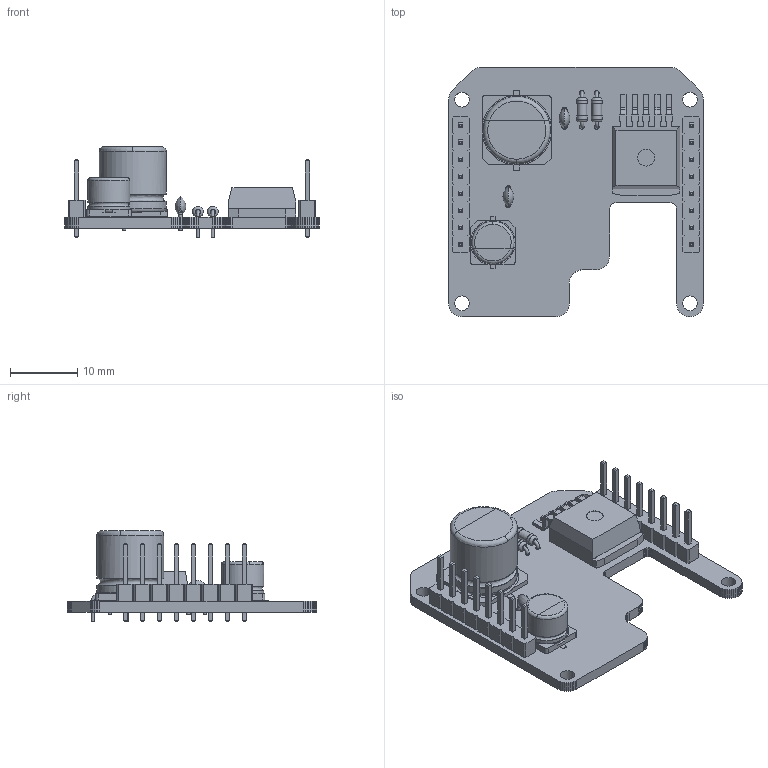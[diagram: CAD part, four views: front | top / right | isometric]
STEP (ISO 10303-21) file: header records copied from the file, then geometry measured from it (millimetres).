
FILE_DESCRIPTION(('KiCad electronic assembly'),'2;1');
FILE_NAME('VoltageBooster.step','2025-01-11T05:46:31',('Pcbnew'),( 'Kicad'),'Open CASCADE STEP processor 7.7','KiCad to STEP converter' ,'Unknown');
FILE_SCHEMA(('AUTOMOTIVE_DESIGN { 1 0 10303 214 1 1 1 1 }'));
Length unit declared in the file: millimetre
Products named in the file (14): VoltageBooster 1; CP_Elec_6.3x5.9; CP_Elec_63x59; R_Axial_DIN0204_L3.6mm_D1.6mm_P5.08mm_Horizontal; R_Axial_DIN0204_L36mm_D16mm_P508mm_Horizontal; CP_Elec_10x10.5; CP_Elec_10x105; TO-263-5_TabPin3; CQ assembly; PinHeader_1x08_P2.54mm_Vertical; PinHeader_1x08_P254mm_Vertical; C_Disc_D3.0mm_W1.6mm_P2.50mm; C_Disc_D30mm_W16mm_P250mm; VoltageBooster PCB
Assembly tree (16 placements, depth 3):
  VoltageBooster 1
    CP_Elec_6.3x5.9
      CP_Elec_63x59
    R_Axial_DIN0204_L3.6mm_D1.6mm_P5.08mm_Horizontal  x2
      R_Axial_DIN0204_L36mm_D16mm_P508mm_Horizontal
    CP_Elec_10x10.5
      CP_Elec_10x105
    TO-263-5_TabPin3
      CQ assembly
    PinHeader_1x08_P2.54mm_Vertical  x2
      PinHeader_1x08_P254mm_Vertical
    C_Disc_D3.0mm_W1.6mm_P2.50mm  x2
      C_Disc_D30mm_W16mm_P250mm
    VoltageBooster PCB
Bounding box: 38 x 37.2 x 13.5 mm (x, y, z)
Volume: 3664 mm3; surface area: 5091 mm2
Topology: 16 solids, 16 shells, 810 faces, 2047 edges, 1308 vertices
Faces by surface type: plane 689, cylinder 91, torus 16, revolution 6, bspline 4, sphere 4
Full cylindrical faces by diameter (mm): 0.5 x8, 0.7 x4, 0.8 x4, 1 x16, 1.44 x2, 1.6 x4, 2.2 x4, 2.5 x1, 6.3 x2, 10 x2
Entity records: 42583 total; most frequent: CARTESIAN_POINT 9282, DIRECTION 5782, LINE 4161, VECTOR 4161, ORIENTED_EDGE 3042, PCURVE 3042, DEFINITIONAL_REPRESENTATION 3042, EDGE_CURVE 1521
